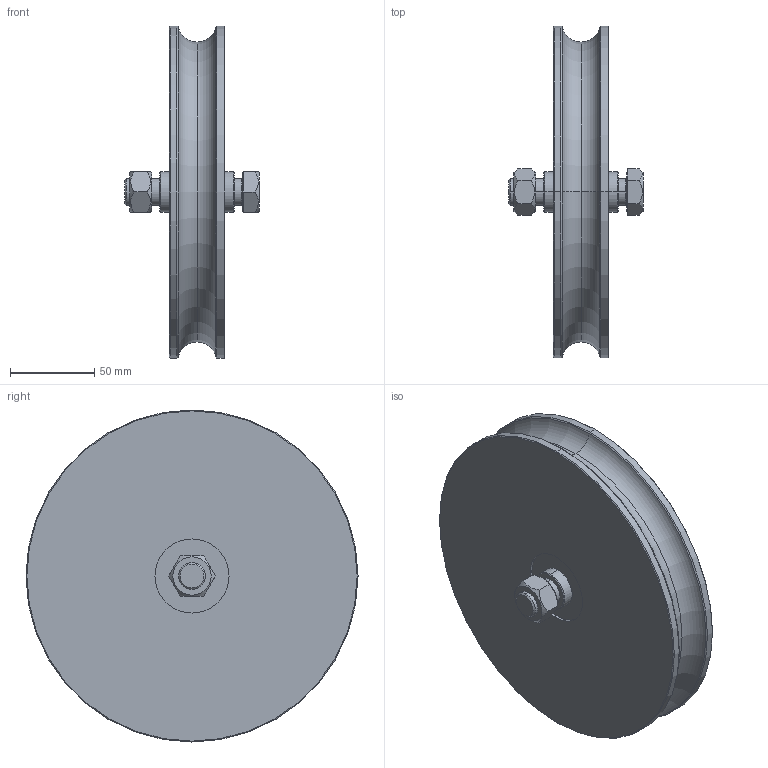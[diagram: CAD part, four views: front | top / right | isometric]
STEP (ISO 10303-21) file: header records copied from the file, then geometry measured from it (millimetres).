
FILE_DESCRIPTION (( 'STEP AP214' ), '1' );
FILE_NAME ('0026882_CF-315-200_(A-01).step', '2019-01-07T09:23:52', ( '' ), ( '' ), 'SwSTEP 2.0', 'SolidWorks 2018', '' );
FILE_SCHEMA (( 'AUTOMOTIVE_DESIGN' ));
Length unit declared in the file: millimetre
Products named in the file (1): 0026882_CF-315-200_(A-01)
Bounding box: 80 x 197 x 197 mm (x, y, z)
Volume: 922766.4 mm3; surface area: 98862.7 mm2
Topology: 5 solids, 5 shells, 114 faces, 240 edges, 142 vertices
Faces by surface type: cone 42, cylinder 30, plane 28, torus 14
Entity records: 4570 total; most frequent: CARTESIAN_POINT 737, DIRECTION 572, ORIENTED_EDGE 480, AXIS2_PLACEMENT_3D 241, EDGE_CURVE 240, VERTEX_POINT 142, EDGE_LOOP 128, CIRCLE 126
